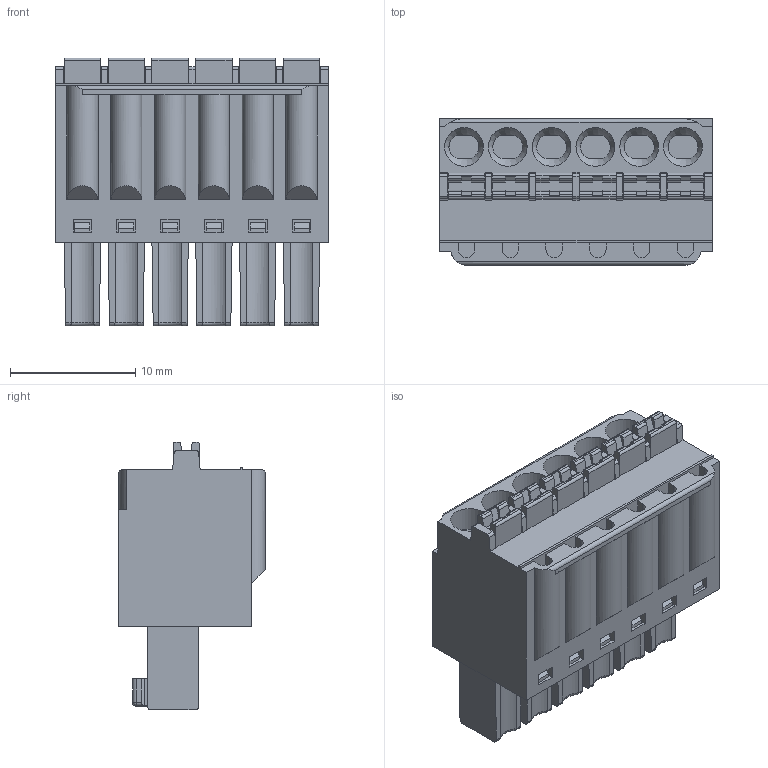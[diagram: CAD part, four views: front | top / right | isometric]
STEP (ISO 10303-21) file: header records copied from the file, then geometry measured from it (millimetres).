
FILE_DESCRIPTION(('STEP AP214'),'1');
FILE_NAME('SHM06-3,5-F.stp','2019-09-18T08:08:06',(' '),(' '),'Spatial InterOp 3D',' ',' ');
FILE_SCHEMA(('automotive_design'));
Length unit declared in the file: metre
Products named in the file (1): 1
Bounding box: 21.8 x 11.7 x 21.4 mm (x, y, z)
Volume: 3135.4 mm3; surface area: 2938.9 mm2
Topology: 1 solids, 1 shells, 637 faces, 1720 edges, 1135 vertices
Faces by surface type: plane 448, cylinder 146, cone 18, sphere 12, extrusion 7, torus 6
Full cylindrical faces by diameter (mm): 1.2 x6, 3.1 x6
Entity records: 25101 total; most frequent: CARTESIAN_POINT 4188, ORIENTED_EDGE 3308, DIRECTION 3138, EDGE_CURVE 1654, VECTOR 1264, LINE 1257, VERTEX_POINT 1111, AXIS2_PLACEMENT_3D 937
